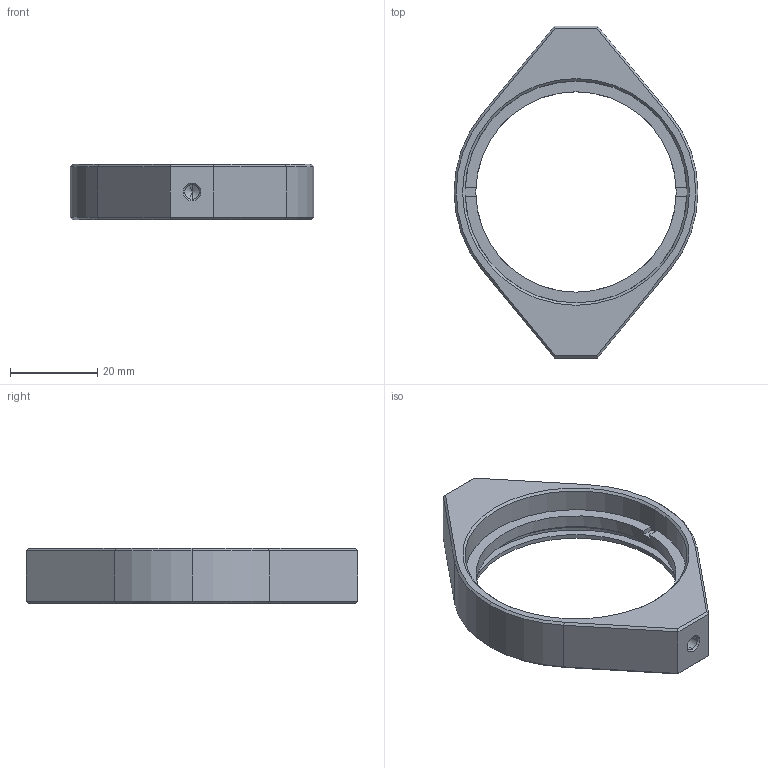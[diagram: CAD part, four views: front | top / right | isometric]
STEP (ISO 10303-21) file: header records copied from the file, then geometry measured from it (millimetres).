
FILE_DESCRIPTION (( 'STEP AP203' ), '1' );
FILE_NAME ('Web Model 17716_17116.step', '2021-12-22T17:51:05', ( '' ), ( '' ), 'SwSTEP 2.0', 'SolidWorks 2018', '' );
FILE_SCHEMA (( 'CONFIG_CONTROL_DESIGN' ));
Length unit declared in the file: millimetre
Products named in the file (1): Web Model 17716_17116
Bounding box: 56 x 76.2 x 12.7 mm (x, y, z)
Volume: 12433.7 mm3; surface area: 8686.1 mm2
Topology: 2 solids, 2 shells, 68 faces, 160 edges, 95 vertices
Faces by surface type: plane 31, cone 20, cylinder 17
Entity records: 1990 total; most frequent: DIRECTION 349, CARTESIAN_POINT 332, ORIENTED_EDGE 312, EDGE_CURVE 156, AXIS2_PLACEMENT_3D 128, VERTEX_POINT 95, VECTOR 93, LINE 93
